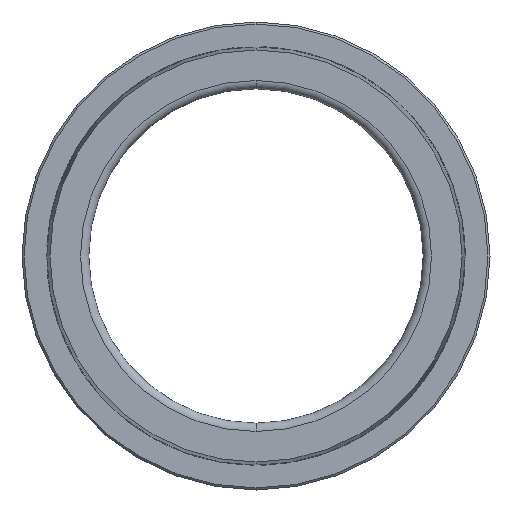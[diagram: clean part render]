
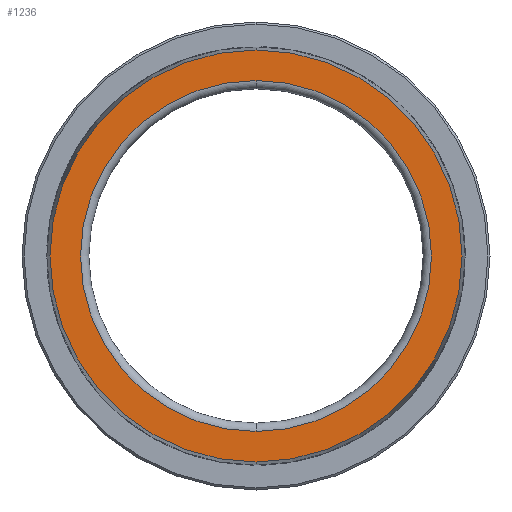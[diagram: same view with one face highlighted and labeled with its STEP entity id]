
A CAD part, front view. The second image highlights one B-rep face of the part: STEP entity #1236.
In plain terms, the highlighted planar face has unit normal (0, -1, 0).
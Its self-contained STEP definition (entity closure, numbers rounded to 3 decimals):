
#931 = CARTESIAN_POINT ( 'NONE',  ( 0., -18.071, 0. ) ) ;
#1030 = AXIS2_PLACEMENT_3D ( 'NONE', #13776, #5568, #6797 ) ;
#1217 = AXIS2_PLACEMENT_3D ( 'NONE', #931, #4424, #2092 ) ;
#1229 = EDGE_CURVE ( 'NONE', #4266, #7099, #13809, .T. ) ;
#1236 = ADVANCED_FACE ( 'NONE', ( #10010, #9276 ), #3306, .T. ) ;
#1315 = ORIENTED_EDGE ( 'NONE', *, *, #11251, .F. ) ;
#1894 = CARTESIAN_POINT ( 'NONE',  ( 0., -18.071, -42. ) ) ;
#2092 = DIRECTION ( 'NONE',  ( 0., 0., -1. ) ) ;
#2147 = ORIENTED_EDGE ( 'NONE', *, *, #3795, .T. ) ;
#3006 = CIRCLE ( 'NONE', #9143, 49.3 ) ;
#3306 = PLANE ( 'NONE',  #1030 ) ;
#3795 = EDGE_CURVE ( 'NONE', #7560, #12333, #8193, .T. ) ;
#3924 = CARTESIAN_POINT ( 'NONE',  ( 0., -18.071, 42. ) ) ;
#4009 = ORIENTED_EDGE ( 'NONE', *, *, #5007, .T. ) ;
#4130 = AXIS2_PLACEMENT_3D ( 'NONE', #4453, #6720, #12521 ) ;
#4266 = VERTEX_POINT ( 'NONE', #1894 ) ;
#4340 = CARTESIAN_POINT ( 'NONE',  ( 0., -18.071, 0. ) ) ;
#4424 = DIRECTION ( 'NONE',  ( 0., -1., 0. ) ) ;
#4453 = CARTESIAN_POINT ( 'NONE',  ( 0., -18.071, 0. ) ) ;
#5007 = EDGE_CURVE ( 'NONE', #12333, #7560, #3006, .T. ) ;
#5206 = CARTESIAN_POINT ( 'NONE',  ( 0., -18.071, 49.3 ) ) ;
#5568 = DIRECTION ( 'NONE',  ( 0., -1., 0. ) ) ;
#6564 = DIRECTION ( 'NONE',  ( 0., -1., 0. ) ) ;
#6595 = CARTESIAN_POINT ( 'NONE',  ( 0., -18.071, 0. ) ) ;
#6642 = DIRECTION ( 'NONE',  ( 0., -1., 0. ) ) ;
#6720 = DIRECTION ( 'NONE',  ( 0., -1., 0. ) ) ;
#6797 = DIRECTION ( 'NONE',  ( 0., 0., -1. ) ) ;
#7099 = VERTEX_POINT ( 'NONE', #3924 ) ;
#7414 = EDGE_LOOP ( 'NONE', ( #4009, #2147 ) ) ;
#7560 = VERTEX_POINT ( 'NONE', #13972 ) ;
#7768 = DIRECTION ( 'NONE',  ( 0., 0., -1. ) ) ;
#8193 = CIRCLE ( 'NONE', #4130, 49.3 ) ;
#8236 = CIRCLE ( 'NONE', #8499, 42. ) ;
#8499 = AXIS2_PLACEMENT_3D ( 'NONE', #4340, #6564, #7768 ) ;
#8914 = DIRECTION ( 'NONE',  ( 0., 0., -1. ) ) ;
#9143 = AXIS2_PLACEMENT_3D ( 'NONE', #6595, #6642, #8914 ) ;
#9276 = FACE_BOUND ( 'NONE', #11311, .T. ) ;
#10010 = FACE_OUTER_BOUND ( 'NONE', #7414, .T. ) ;
#11251 = EDGE_CURVE ( 'NONE', #7099, #4266, #8236, .T. ) ;
#11311 = EDGE_LOOP ( 'NONE', ( #14476, #1315 ) ) ;
#12333 = VERTEX_POINT ( 'NONE', #5206 ) ;
#12521 = DIRECTION ( 'NONE',  ( 0., 0., -1. ) ) ;
#13776 = CARTESIAN_POINT ( 'NONE',  ( 42., -18.071, 0. ) ) ;
#13809 = CIRCLE ( 'NONE', #1217, 42. ) ;
#13972 = CARTESIAN_POINT ( 'NONE',  ( 0., -18.071, -49.3 ) ) ;
#14476 = ORIENTED_EDGE ( 'NONE', *, *, #1229, .F. ) ;
